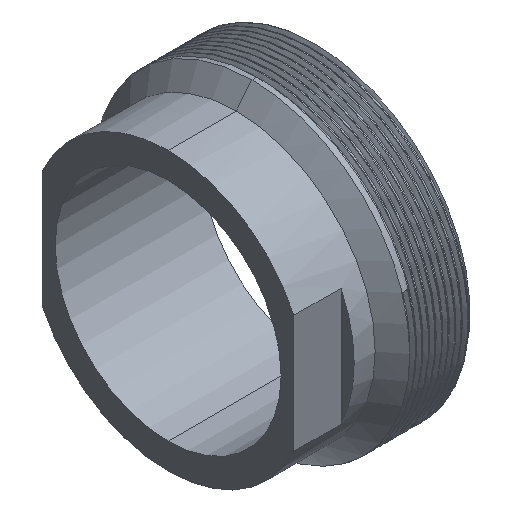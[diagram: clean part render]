
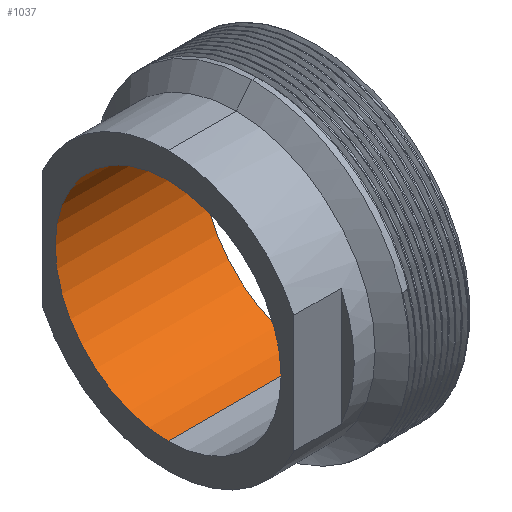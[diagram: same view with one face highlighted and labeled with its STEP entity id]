
A CAD part, isometric view. The second image highlights one B-rep face of the part: STEP entity #1037.
In plain terms, the highlighted cylindrical face has radius 21.55 mm (diameter 43.1 mm), a partial arc.
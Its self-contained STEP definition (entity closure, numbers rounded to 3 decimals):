
#36 = DIRECTION ( 'NONE',  ( -1., 0., 0. ) ) ;
#132 = VERTEX_POINT ( 'NONE', #1231 ) ;
#211 = EDGE_LOOP ( 'NONE', ( #525, #1604, #1033, #2117 ) ) ;
#238 = EDGE_CURVE ( 'NONE', #1910, #311, #1200, .T. ) ;
#311 = VERTEX_POINT ( 'NONE', #1966 ) ;
#525 = ORIENTED_EDGE ( 'NONE', *, *, #238, .F. ) ;
#538 = CARTESIAN_POINT ( 'NONE',  ( -28., 0., 0. ) ) ;
#851 = CARTESIAN_POINT ( 'NONE',  ( -28., 0., 21.55 ) ) ;
#929 = EDGE_CURVE ( 'NONE', #132, #2810, #1149, .T. ) ;
#1022 = AXIS2_PLACEMENT_3D ( 'NONE', #2530, #2298, #1369 ) ;
#1033 = ORIENTED_EDGE ( 'NONE', *, *, #929, .T. ) ;
#1037 = ADVANCED_FACE ( 'NONE', ( #2052 ), #1119, .F. ) ;
#1119 = CYLINDRICAL_SURFACE ( 'NONE', #1022, 21.55 ) ;
#1149 = LINE ( 'NONE', #2328, #1525 ) ;
#1170 = EDGE_CURVE ( 'NONE', #132, #1910, #1316, .T. ) ;
#1200 = LINE ( 'NONE', #2146, #3033 ) ;
#1231 = CARTESIAN_POINT ( 'NONE',  ( 0., 0., 21.55 ) ) ;
#1316 = CIRCLE ( 'NONE', #1964, 21.55 ) ;
#1369 = DIRECTION ( 'NONE',  ( 0., 0., 1. ) ) ;
#1525 = VECTOR ( 'NONE', #1852, 1000. ) ;
#1526 = DIRECTION ( 'NONE',  ( -1., 0., 0. ) ) ;
#1528 = CARTESIAN_POINT ( 'NONE',  ( 0., 0., -21.55 ) ) ;
#1604 = ORIENTED_EDGE ( 'NONE', *, *, #1170, .F. ) ;
#1646 = DIRECTION ( 'NONE',  ( -1., 0., 0. ) ) ;
#1829 = CIRCLE ( 'NONE', #2620, 21.55 ) ;
#1852 = DIRECTION ( 'NONE',  ( -1., 0., 0. ) ) ;
#1910 = VERTEX_POINT ( 'NONE', #1528 ) ;
#1964 = AXIS2_PLACEMENT_3D ( 'NONE', #2851, #1646, #2401 ) ;
#1966 = CARTESIAN_POINT ( 'NONE',  ( -28., 0., -21.55 ) ) ;
#2052 = FACE_OUTER_BOUND ( 'NONE', #211, .T. ) ;
#2117 = ORIENTED_EDGE ( 'NONE', *, *, #3017, .T. ) ;
#2146 = CARTESIAN_POINT ( 'NONE',  ( -75.198, 0., -21.55 ) ) ;
#2298 = DIRECTION ( 'NONE',  ( -1., 0., 0. ) ) ;
#2328 = CARTESIAN_POINT ( 'NONE',  ( -75.198, 0., 21.55 ) ) ;
#2401 = DIRECTION ( 'NONE',  ( 0., 0., 1. ) ) ;
#2530 = CARTESIAN_POINT ( 'NONE',  ( -75.198, 0., 0. ) ) ;
#2620 = AXIS2_PLACEMENT_3D ( 'NONE', #538, #1526, #2653 ) ;
#2653 = DIRECTION ( 'NONE',  ( 0., 0., 1. ) ) ;
#2810 = VERTEX_POINT ( 'NONE', #851 ) ;
#2851 = CARTESIAN_POINT ( 'NONE',  ( 0., 0., 0. ) ) ;
#3017 = EDGE_CURVE ( 'NONE', #2810, #311, #1829, .T. ) ;
#3033 = VECTOR ( 'NONE', #36, 1000. ) ;
